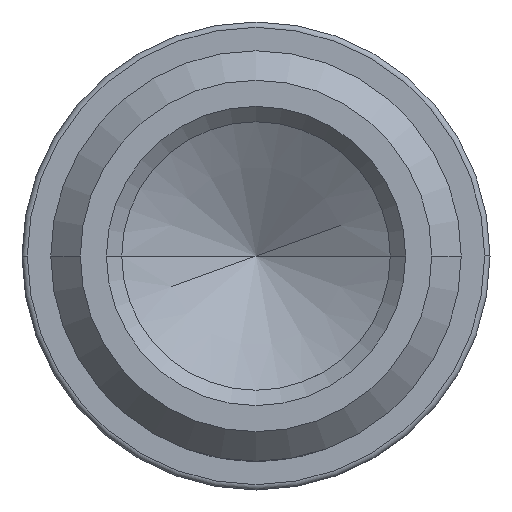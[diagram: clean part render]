
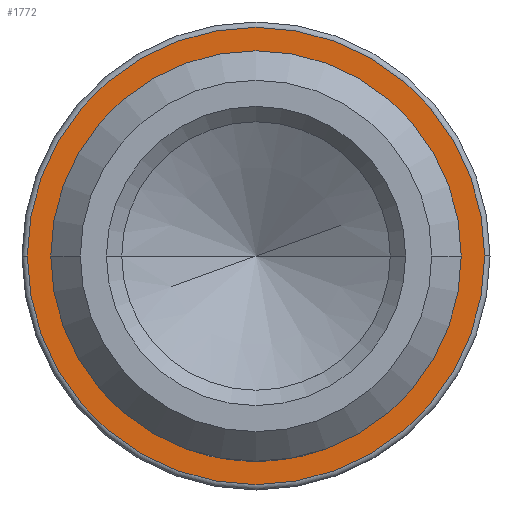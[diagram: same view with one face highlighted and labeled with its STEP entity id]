
A CAD part, front view. The second image highlights one B-rep face of the part: STEP entity #1772.
In plain terms, the highlighted planar face has unit normal (0, -1, 0).
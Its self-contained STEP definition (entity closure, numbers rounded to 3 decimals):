
#109=CARTESIAN_POINT('',(0.,0.,0.));
#110=DIRECTION('',(0.,1.,0.));
#111=DIRECTION('',(1.,0.,0.));
#112=AXIS2_PLACEMENT_3D('',#109,#110,#111);
#114=CARTESIAN_POINT('',(0.,0.,0.));
#115=DIRECTION('',(0.,-1.,0.));
#116=DIRECTION('',(1.,0.,0.));
#117=AXIS2_PLACEMENT_3D('',#114,#115,#116);
#124=CARTESIAN_POINT('',(0.,0.,0.));
#125=DIRECTION('',(0.,1.,0.));
#126=DIRECTION('',(-1.,0.,0.));
#127=AXIS2_PLACEMENT_3D('',#124,#125,#126);
#147=CARTESIAN_POINT('',(0.,0.,0.));
#148=DIRECTION('',(0.,1.,0.));
#149=DIRECTION('',(1.,0.,0.));
#150=AXIS2_PLACEMENT_3D('',#147,#148,#149);
#1439=CARTESIAN_POINT('',(2.675,0.,0.));
#1440=VERTEX_POINT('',#1439);
#1443=CARTESIAN_POINT('',(-2.675,0.,0.));
#1444=VERTEX_POINT('',#1443);
#1449=CARTESIAN_POINT('',(-2.98,0.,0.));
#1450=CARTESIAN_POINT('',(2.98,0.,0.));
#1451=VERTEX_POINT('',#1449);
#1452=VERTEX_POINT('',#1450);
#1757=CARTESIAN_POINT('',(0.,0.,0.));
#1758=DIRECTION('',(0.,-1.,0.));
#1759=DIRECTION('',(-1.,0.,0.));
#1760=AXIS2_PLACEMENT_3D('',#1757,#1758,#1759);
#1761=PLANE('',#1760);
#1763=ORIENTED_EDGE('',*,*,#1762,.T.);
#1765=ORIENTED_EDGE('',*,*,#1764,.T.);
#1766=EDGE_LOOP('',(#1763,#1765));
#1767=FACE_OUTER_BOUND('',#1766,.F.);
#1768=ORIENTED_EDGE('',*,*,#1744,.F.);
#1769=ORIENTED_EDGE('',*,*,#1733,.T.);
#1770=EDGE_LOOP('',(#1768,#1769));
#1771=FACE_BOUND('',#1770,.F.);
#1772=ADVANCED_FACE('',(#1767,#1771),#1761,.T.);
#113=CIRCLE('',#112,2.675);
#118=CIRCLE('',#117,2.675);
#128=CIRCLE('',#127,2.98);
#151=CIRCLE('',#150,2.98);
#1733=EDGE_CURVE('',#1440,#1444,#118,.T.);
#1744=EDGE_CURVE('',#1440,#1444,#113,.T.);
#1762=EDGE_CURVE('',#1451,#1452,#128,.T.);
#1764=EDGE_CURVE('',#1452,#1451,#151,.T.);
